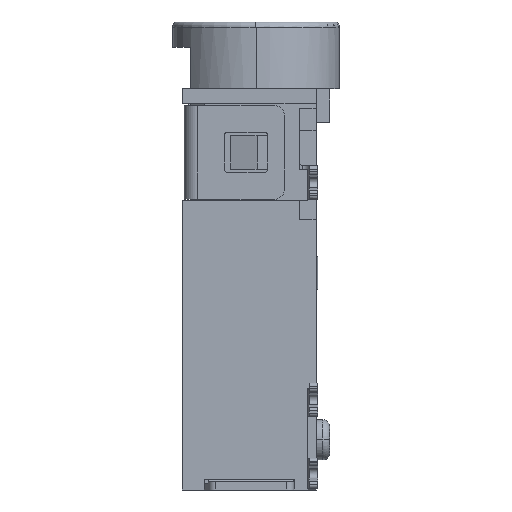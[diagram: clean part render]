
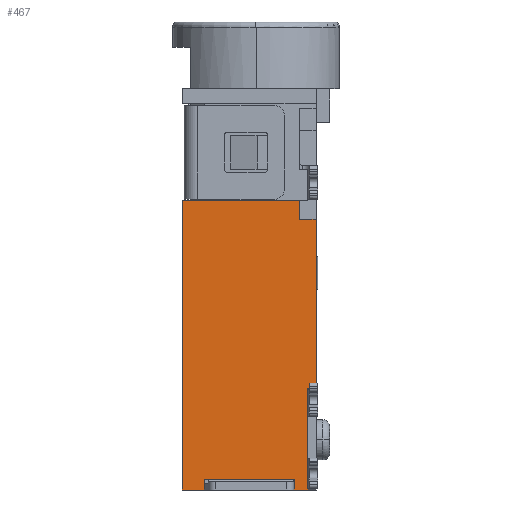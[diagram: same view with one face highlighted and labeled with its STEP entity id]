
A CAD part, left-side view. The second image highlights one B-rep face of the part: STEP entity #467.
In plain terms, the highlighted planar face has unit normal (-1, 0, 0).
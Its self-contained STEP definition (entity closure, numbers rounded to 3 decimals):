
#467 = ADVANCED_FACE ( 'NONE', ( #1381 ), #16919, .F. ) ;
#575 = CARTESIAN_POINT ( 'NONE',  ( -3.15, -1.3, -3.35 ) ) ;
#791 = DIRECTION ( 'NONE',  ( 0., 1., 0. ) ) ;
#868 = EDGE_CURVE ( 'NONE', #18402, #21413, #11942, .T. ) ;
#1019 = CARTESIAN_POINT ( 'NONE',  ( -3.15, -1.3, -3.9 ) ) ;
#1035 = LINE ( 'NONE', #15078, #3181 ) ;
#1144 = ORIENTED_EDGE ( 'NONE', *, *, #20030, .T. ) ;
#1278 = CARTESIAN_POINT ( 'NONE',  ( -3.15, -1.8, -8.95 ) ) ;
#1381 = FACE_OUTER_BOUND ( 'NONE', #10533, .T. ) ;
#1517 = VECTOR ( 'NONE', #11824, 1000. ) ;
#1551 = DIRECTION ( 'NONE',  ( 0., 0., -1. ) ) ;
#1606 = CARTESIAN_POINT ( 'NONE',  ( -3.15, -1.15, -12. ) ) ;
#1962 = VECTOR ( 'NONE', #5599, 1000. ) ;
#2356 = DIRECTION ( 'NONE',  ( 0., 0., -1. ) ) ;
#3181 = VECTOR ( 'NONE', #5989, 1000. ) ;
#3626 = ORIENTED_EDGE ( 'NONE', *, *, #4716, .F. ) ;
#3685 = VECTOR ( 'NONE', #12977, 1000. ) ;
#4120 = VECTOR ( 'NONE', #2356, 1000. ) ;
#4577 = EDGE_CURVE ( 'NONE', #21413, #13713, #8812, .T. ) ;
#4716 = EDGE_CURVE ( 'NONE', #13713, #21553, #21604, .T. ) ;
#4799 = CARTESIAN_POINT ( 'NONE',  ( -3.15, -1.55, -12. ) ) ;
#5058 = CARTESIAN_POINT ( 'NONE',  ( -3.15, 0.2, -7.675 ) ) ;
#5514 = VECTOR ( 'NONE', #791, 1000. ) ;
#5599 = DIRECTION ( 'NONE',  ( 0., 0., 1. ) ) ;
#5944 = LINE ( 'NONE', #21510, #3685 ) ;
#5989 = DIRECTION ( 'NONE',  ( 0., -1., 0. ) ) ;
#6078 = LINE ( 'NONE', #575, #5514 ) ;
#6291 = LINE ( 'NONE', #18616, #14504 ) ;
#6380 = ORIENTED_EDGE ( 'NONE', *, *, #15968, .F. ) ;
#6538 = CARTESIAN_POINT ( 'NONE',  ( -3.15, 1.55, -12. ) ) ;
#6983 = ORIENTED_EDGE ( 'NONE', *, *, #16758, .T. ) ;
#7174 = CARTESIAN_POINT ( 'NONE',  ( -3.15, -1.3, -3.35 ) ) ;
#7335 = ORIENTED_EDGE ( 'NONE', *, *, #4577, .F. ) ;
#7505 = VERTEX_POINT ( 'NONE', #18372 ) ;
#7611 = ORIENTED_EDGE ( 'NONE', *, *, #13664, .F. ) ;
#8043 = LINE ( 'NONE', #16578, #9377 ) ;
#8064 = LINE ( 'NONE', #1278, #18335 ) ;
#8158 = VERTEX_POINT ( 'NONE', #20877 ) ;
#8352 = VERTEX_POINT ( 'NONE', #19615 ) ;
#8712 = VERTEX_POINT ( 'NONE', #14630 ) ;
#8792 = EDGE_CURVE ( 'NONE', #21355, #9347, #15065, .T. ) ;
#8812 = LINE ( 'NONE', #10535, #1962 ) ;
#9347 = VERTEX_POINT ( 'NONE', #7174 ) ;
#9377 = VECTOR ( 'NONE', #21550, 1000. ) ;
#9865 = DIRECTION ( 'NONE',  ( 0., 0., 1. ) ) ;
#9877 = DIRECTION ( 'NONE',  ( 1., 0., 0. ) ) ;
#10223 = ORIENTED_EDGE ( 'NONE', *, *, #11591, .T. ) ;
#10226 = DIRECTION ( 'NONE',  ( 0., 1., 0. ) ) ;
#10508 = VECTOR ( 'NONE', #9865, 1000. ) ;
#10533 = EDGE_LOOP ( 'NONE', ( #7335, #13080, #13752, #6380, #1144, #11786, #17046, #10223, #6983, #20032, #7611, #3626 ) ) ;
#10535 = CARTESIAN_POINT ( 'NONE',  ( -3.15, -1.15, -12. ) ) ;
#11591 = EDGE_CURVE ( 'NONE', #9347, #7505, #6078, .T. ) ;
#11786 = ORIENTED_EDGE ( 'NONE', *, *, #17570, .F. ) ;
#11824 = DIRECTION ( 'NONE',  ( 0., 1., 0. ) ) ;
#11942 = LINE ( 'NONE', #4799, #1517 ) ;
#12018 = EDGE_CURVE ( 'NONE', #12988, #8712, #5944, .T. ) ;
#12237 = CARTESIAN_POINT ( 'NONE',  ( -3.15, -1.15, -11.7 ) ) ;
#12977 = DIRECTION ( 'NONE',  ( 0., 1., 0. ) ) ;
#12988 = VERTEX_POINT ( 'NONE', #6538 ) ;
#13070 = DIRECTION ( 'NONE',  ( 0., 1., 0. ) ) ;
#13080 = ORIENTED_EDGE ( 'NONE', *, *, #868, .F. ) ;
#13545 = DIRECTION ( 'NONE',  ( 0., 1., 0. ) ) ;
#13664 = EDGE_CURVE ( 'NONE', #21553, #12988, #16621, .T. ) ;
#13713 = VERTEX_POINT ( 'NONE', #12237 ) ;
#13752 = ORIENTED_EDGE ( 'NONE', *, *, #18088, .F. ) ;
#14504 = VECTOR ( 'NONE', #13545, 1000. ) ;
#14582 = CARTESIAN_POINT ( 'NONE',  ( -3.15, -1.15, -11.7 ) ) ;
#14630 = CARTESIAN_POINT ( 'NONE',  ( -3.15, 2.2, -12. ) ) ;
#14728 = CARTESIAN_POINT ( 'NONE',  ( -3.15, 1.55, -11.7 ) ) ;
#15065 = LINE ( 'NONE', #1019, #10508 ) ;
#15078 = CARTESIAN_POINT ( 'NONE',  ( -3.15, -1.3, -3.9 ) ) ;
#15918 = CARTESIAN_POINT ( 'NONE',  ( -3.15, -1.8, -8.95 ) ) ;
#15968 = EDGE_CURVE ( 'NONE', #18575, #8158, #6291, .T. ) ;
#16513 = CARTESIAN_POINT ( 'NONE',  ( -3.15, 1.55, -11.7 ) ) ;
#16578 = CARTESIAN_POINT ( 'NONE',  ( -3.15, 2.2, -3.35 ) ) ;
#16621 = LINE ( 'NONE', #16513, #4120 ) ;
#16758 = EDGE_CURVE ( 'NONE', #7505, #8712, #8043, .T. ) ;
#16895 = LINE ( 'NONE', #19292, #17524 ) ;
#16919 = PLANE ( 'NONE',  #19167 ) ;
#17046 = ORIENTED_EDGE ( 'NONE', *, *, #8792, .T. ) ;
#17524 = VECTOR ( 'NONE', #1551, 1000. ) ;
#17570 = EDGE_CURVE ( 'NONE', #21355, #8352, #1035, .T. ) ;
#18088 = EDGE_CURVE ( 'NONE', #8158, #18402, #16895, .T. ) ;
#18335 = VECTOR ( 'NONE', #22007, 1000. ) ;
#18345 = CARTESIAN_POINT ( 'NONE',  ( -3.15, -1.55, -12. ) ) ;
#18372 = CARTESIAN_POINT ( 'NONE',  ( -3.15, 2.2, -3.35 ) ) ;
#18402 = VERTEX_POINT ( 'NONE', #18345 ) ;
#18572 = CARTESIAN_POINT ( 'NONE',  ( -3.15, -1.3, -3.9 ) ) ;
#18575 = VERTEX_POINT ( 'NONE', #15918 ) ;
#18616 = CARTESIAN_POINT ( 'NONE',  ( -3.15, -1.8, -8.95 ) ) ;
#19167 = AXIS2_PLACEMENT_3D ( 'NONE', #5058, #9877, #10226 ) ;
#19292 = CARTESIAN_POINT ( 'NONE',  ( -3.15, -1.55, -8.95 ) ) ;
#19615 = CARTESIAN_POINT ( 'NONE',  ( -3.15, -1.8, -3.9 ) ) ;
#20030 = EDGE_CURVE ( 'NONE', #18575, #8352, #8064, .T. ) ;
#20032 = ORIENTED_EDGE ( 'NONE', *, *, #12018, .F. ) ;
#20877 = CARTESIAN_POINT ( 'NONE',  ( -3.15, -1.55, -8.95 ) ) ;
#21355 = VERTEX_POINT ( 'NONE', #18572 ) ;
#21413 = VERTEX_POINT ( 'NONE', #1606 ) ;
#21510 = CARTESIAN_POINT ( 'NONE',  ( -3.15, 1.55, -12. ) ) ;
#21550 = DIRECTION ( 'NONE',  ( 0., 0., -1. ) ) ;
#21553 = VERTEX_POINT ( 'NONE', #14728 ) ;
#21604 = LINE ( 'NONE', #14582, #22543 ) ;
#22007 = DIRECTION ( 'NONE',  ( 0., 0., 1. ) ) ;
#22543 = VECTOR ( 'NONE', #13070, 1000. ) ;
